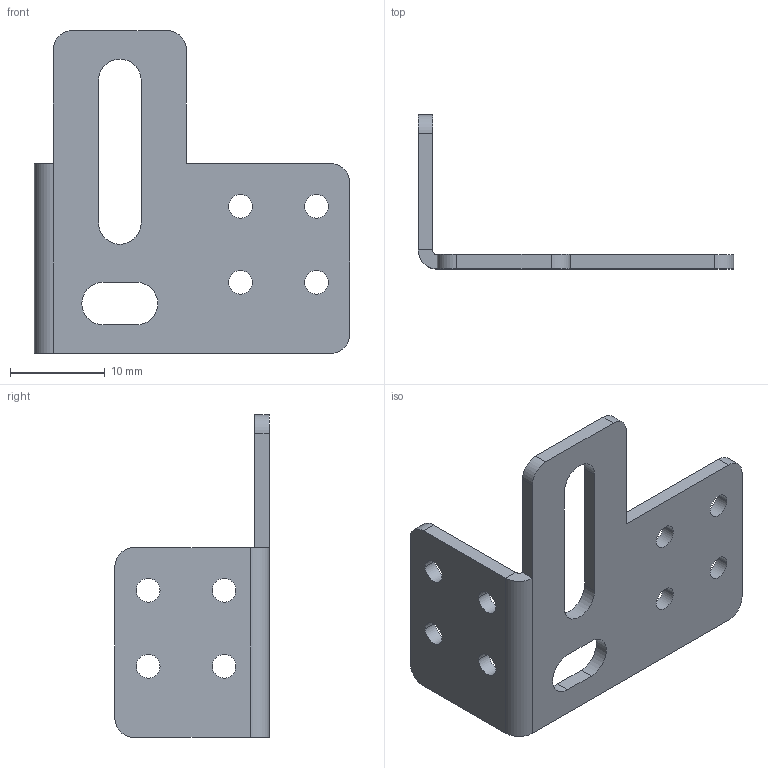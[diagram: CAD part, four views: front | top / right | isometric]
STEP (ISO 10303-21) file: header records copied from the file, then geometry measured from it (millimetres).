
FILE_DESCRIPTION((''),'2;1');
FILE_NAME('DB_CAD8951_OMH-ML6','2024-01-24T08:35:38',('tiniedziel'),(''),'CREO PARAMETRIC BY PTC INC, 2022284','CREO PARAMETRIC BY PTC INC, 2022284','');
FILE_SCHEMA(('CONFIG_CONTROL_DESIGN','SHAPE_APPEARANCE_LAYERS_GROUPS'));
Length unit declared in the file: millimetre
Products named in the file (1): DB_CAD8951_OMH-ML6
Bounding box: 33.2 x 16.24 x 34 mm (x, y, z)
Volume: 1476.8 mm3; surface area: 2397.7 mm2
Topology: 1 solids, 1 shells, 47 faces, 127 edges, 82 vertices
Faces by surface type: cylinder 28, plane 19
Entity records: 1933 total; most frequent: DIRECTION 277, CARTESIAN_POINT 256, ORIENTED_EDGE 254, EDGE_CURVE 127, AXIS2_PLACEMENT_3D 103, VERTEX_POINT 82, VECTOR 71, LINE 71
